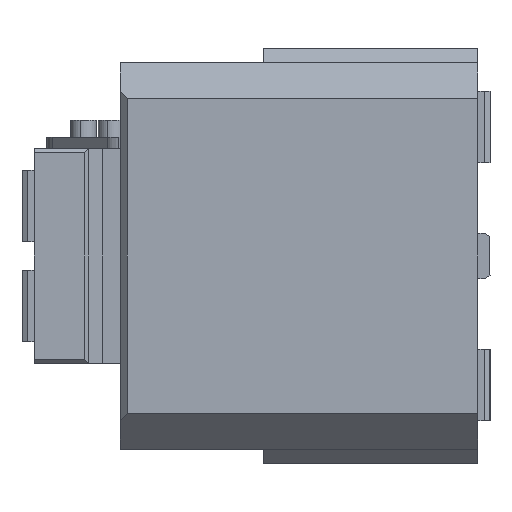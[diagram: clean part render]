
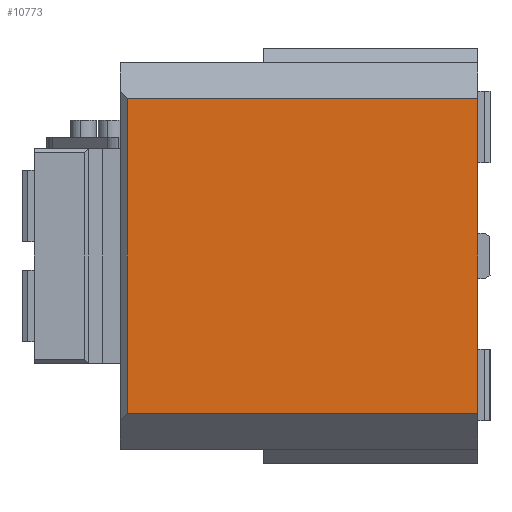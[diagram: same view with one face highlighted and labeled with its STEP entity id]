
A CAD part, left-side view. The second image highlights one B-rep face of the part: STEP entity #10773.
In plain terms, the highlighted planar face has unit normal (-1, 0, 0).
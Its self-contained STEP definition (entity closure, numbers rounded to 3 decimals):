
#9552=CARTESIAN_POINT('Vertex',(0.,0.,110.)) ;
#9555=CARTESIAN_POINT('Line Origine',(0.,0.,0.)) ;
#9559=CARTESIAN_POINT('Vertex',(0.,0.,-110.)) ;
#10734=CARTESIAN_POINT('Vertex',(0.,245.,110.)) ;
#10737=CARTESIAN_POINT('Line Origine',(0.,122.5,110.)) ;
#10750=CARTESIAN_POINT('Axis2P3D Location',(0.,0.,150.)) ;
#10755=CARTESIAN_POINT('Line Origine',(0.,245.,0.)) ;
#10759=CARTESIAN_POINT('Vertex',(0.,245.,-110.)) ;
#10762=CARTESIAN_POINT('Line Origine',(0.,122.5,-110.)) ;
#9556=DIRECTION('Vector Direction',(0.,0.,-1.)) ;
#10738=DIRECTION('Vector Direction',(0.,-1.,0.)) ;
#10751=DIRECTION('Axis2P3D Direction',(-1.,0.,0.)) ;
#10752=DIRECTION('Axis2P3D XDirection',(0.,0.,1.)) ;
#10756=DIRECTION('Vector Direction',(0.,0.,-1.)) ;
#10763=DIRECTION('Vector Direction',(0.,-1.,0.)) ;
#10753=AXIS2_PLACEMENT_3D('Plane Axis2P3D',#10750,#10751,#10752) ;
#10768=ORIENTED_EDGE('',*,*,#10761,.T.) ;
#10769=ORIENTED_EDGE('',*,*,#10766,.T.) ;
#10770=ORIENTED_EDGE('',*,*,#9561,.F.) ;
#10771=ORIENTED_EDGE('',*,*,#10741,.F.) ;
#9557=VECTOR('Line Direction',#9556,1.) ;
#10739=VECTOR('Line Direction',#10738,1.) ;
#10757=VECTOR('Line Direction',#10756,1.) ;
#10764=VECTOR('Line Direction',#10763,1.) ;
#10773=ADVANCED_FACE('CAM HOLDER',(#10772),#10754,.T.) ;
#9561=EDGE_CURVE('',#9553,#9560,#9558,.T.) ;
#10741=EDGE_CURVE('',#10735,#9553,#10740,.T.) ;
#10761=EDGE_CURVE('',#10735,#10760,#10758,.T.) ;
#10766=EDGE_CURVE('',#10760,#9560,#10765,.T.) ;
#10767=EDGE_LOOP('',(#10768,#10769,#10770,#10771)) ;
#10772=FACE_OUTER_BOUND('',#10767,.T.) ;
#9558=LINE('Line',#9555,#9557) ;
#10740=LINE('Line',#10737,#10739) ;
#10758=LINE('Line',#10755,#10757) ;
#10765=LINE('Line',#10762,#10764) ;
#10754=PLANE('Plane',#10753) ;
#9553=VERTEX_POINT('',#9552) ;
#9560=VERTEX_POINT('',#9559) ;
#10735=VERTEX_POINT('',#10734) ;
#10760=VERTEX_POINT('',#10759) ;
